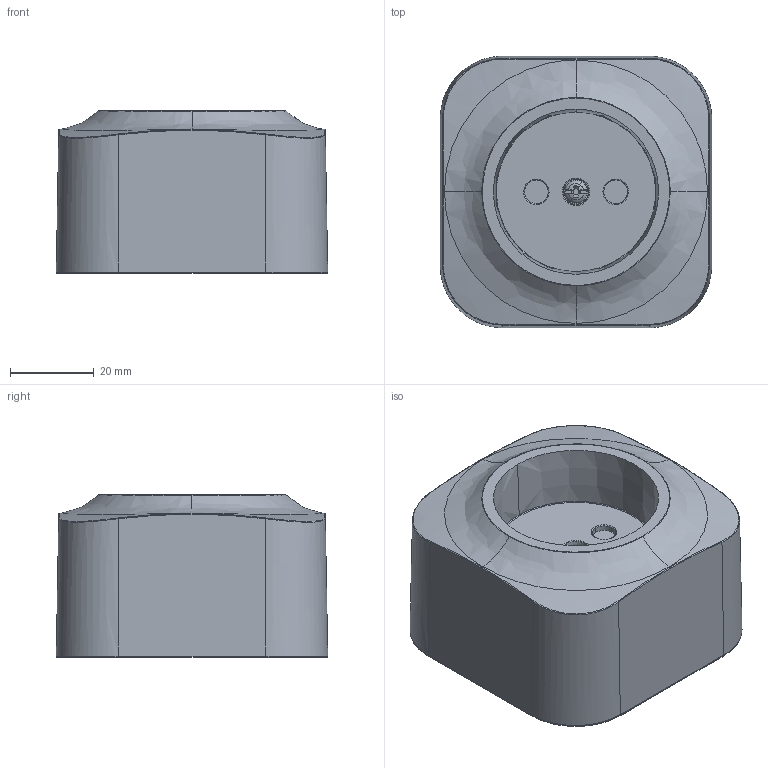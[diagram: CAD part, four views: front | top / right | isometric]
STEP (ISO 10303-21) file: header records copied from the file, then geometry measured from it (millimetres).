
FILE_DESCRIPTION (( 'STEP AP214' ), '1' );
FILE_NAME ('782210.STEP', '2025-06-17T08:25:15', ( '' ), ( '' ), 'SwSTEP 2.0', 'SolidWorks 2022', '' );
FILE_SCHEMA (( 'AUTOMOTIVE_DESIGN' ));
Length unit declared in the file: millimetre
Products named in the file (1): 782210
Bounding box: 65 x 65 x 38.88 mm (x, y, z)
Volume: 130909.4 mm3; surface area: 25637.2 mm2
Topology: 2 solids, 2 shells, 174 faces, 460 edges, 291 vertices
Faces by surface type: plane 78, bspline 46, cone 19, cylinder 15, torus 12, sphere 4
Entity records: 11339 total; most frequent: CARTESIAN_POINT 8007, ORIENTED_EDGE 922, EDGE_CURVE 461, B_SPLINE_CURVE_WITH_KNOTS 440, VERTEX_POINT 292, DIRECTION 289, EDGE_LOOP 179, ADVANCED_FACE 174
